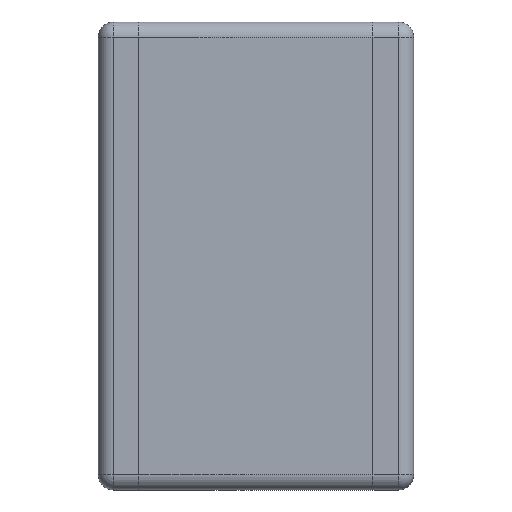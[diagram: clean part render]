
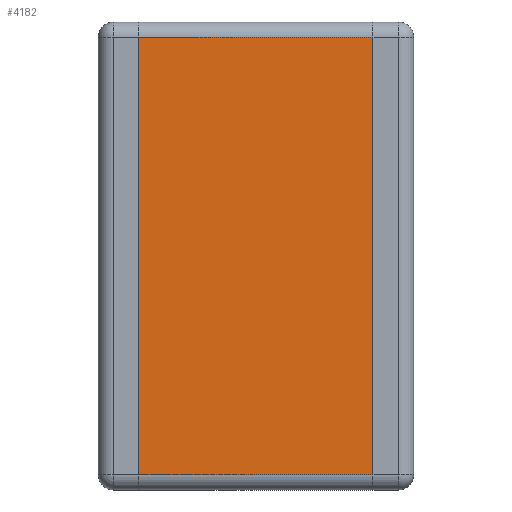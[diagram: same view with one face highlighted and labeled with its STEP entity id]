
A CAD part, front view. The second image highlights one B-rep face of the part: STEP entity #4182.
In plain terms, the highlighted planar face has unit normal (0, -1, 0).
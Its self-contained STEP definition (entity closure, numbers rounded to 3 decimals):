
#328 = VECTOR ( 'NONE', #2594, 1000. ) ;
#395 = CARTESIAN_POINT ( 'NONE',  ( 1.15, 0., 2.15 ) ) ;
#630 = ORIENTED_EDGE ( 'NONE', *, *, #4104, .T. ) ;
#665 = CARTESIAN_POINT ( 'NONE',  ( -1.55, 0., -2.15 ) ) ;
#1181 = LINE ( 'NONE', #1803, #328 ) ;
#1249 = LINE ( 'NONE', #1369, #4612 ) ;
#1273 = LINE ( 'NONE', #4954, #4155 ) ;
#1369 = CARTESIAN_POINT ( 'NONE',  ( -1.55, 0., 2.15 ) ) ;
#1421 = ORIENTED_EDGE ( 'NONE', *, *, #2241, .T. ) ;
#1588 = ORIENTED_EDGE ( 'NONE', *, *, #3772, .T. ) ;
#1803 = CARTESIAN_POINT ( 'NONE',  ( 1.15, 0., 2.3 ) ) ;
#2148 = ORIENTED_EDGE ( 'NONE', *, *, #3719, .T. ) ;
#2189 = CARTESIAN_POINT ( 'NONE',  ( 1.15, 0., -2.15 ) ) ;
#2241 = EDGE_CURVE ( 'NONE', #3125, #5170, #1273, .T. ) ;
#2402 = EDGE_LOOP ( 'NONE', ( #2148, #1421, #1588, #630 ) ) ;
#2505 = CARTESIAN_POINT ( 'NONE',  ( -1.15, 0., -2.15 ) ) ;
#2556 = LINE ( 'NONE', #665, #5272 ) ;
#2594 = DIRECTION ( 'NONE',  ( 0., 0., 1. ) ) ;
#2786 = DIRECTION ( 'NONE',  ( 0., 0., -1. ) ) ;
#3125 = VERTEX_POINT ( 'NONE', #3433 ) ;
#3135 = DIRECTION ( 'NONE',  ( 0., 1., 0. ) ) ;
#3147 = VERTEX_POINT ( 'NONE', #2189 ) ;
#3433 = CARTESIAN_POINT ( 'NONE',  ( -1.15, 0., 2.15 ) ) ;
#3528 = PLANE ( 'NONE',  #4544 ) ;
#3659 = FACE_OUTER_BOUND ( 'NONE', #2402, .T. ) ;
#3719 = EDGE_CURVE ( 'NONE', #4927, #3125, #1249, .T. ) ;
#3772 = EDGE_CURVE ( 'NONE', #5170, #3147, #2556, .T. ) ;
#4104 = EDGE_CURVE ( 'NONE', #3147, #4927, #1181, .T. ) ;
#4155 = VECTOR ( 'NONE', #2786, 1000. ) ;
#4182 = ADVANCED_FACE ( 'NONE', ( #3659 ), #3528, .F. ) ;
#4358 = CARTESIAN_POINT ( 'NONE',  ( -1.55, 0., 2.3 ) ) ;
#4424 = DIRECTION ( 'NONE',  ( 1., 0., 0. ) ) ;
#4544 = AXIS2_PLACEMENT_3D ( 'NONE', #4358, #3135, #5187 ) ;
#4612 = VECTOR ( 'NONE', #4729, 1000. ) ;
#4729 = DIRECTION ( 'NONE',  ( -1., 0., 0. ) ) ;
#4927 = VERTEX_POINT ( 'NONE', #395 ) ;
#4954 = CARTESIAN_POINT ( 'NONE',  ( -1.15, 0., 2.3 ) ) ;
#5170 = VERTEX_POINT ( 'NONE', #2505 ) ;
#5187 = DIRECTION ( 'NONE',  ( 0., 0., 1. ) ) ;
#5272 = VECTOR ( 'NONE', #4424, 1000. ) ;
